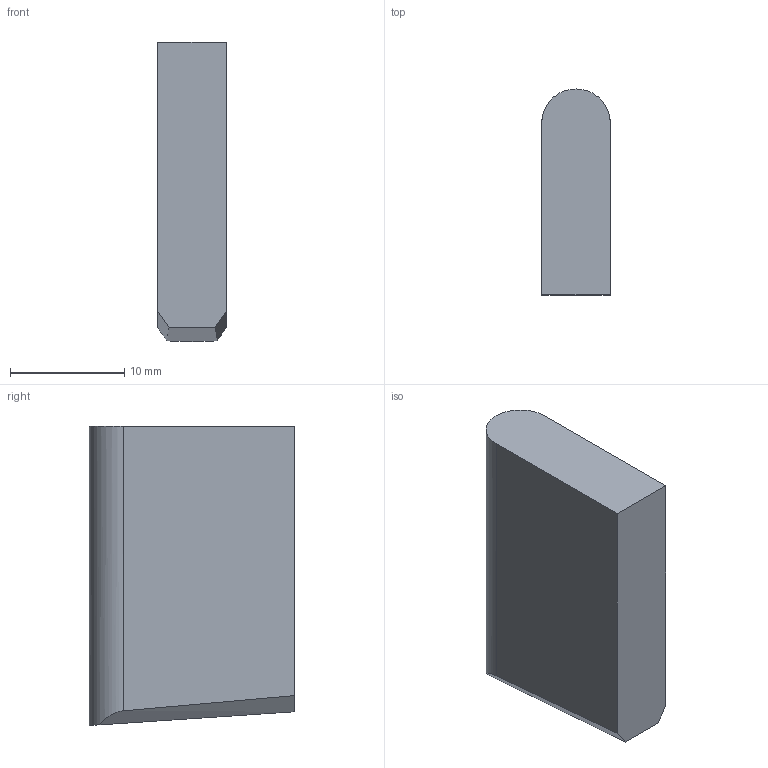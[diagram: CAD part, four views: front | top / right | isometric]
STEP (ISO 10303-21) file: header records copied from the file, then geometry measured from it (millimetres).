
FILE_DESCRIPTION(('FreeCAD Model'),'2;1');
FILE_NAME('Rudder.step', '2020-05-10T13:17:30',('Author'),(''), 'Open CASCADE STEP processor 7.3','FreeCAD','Unknown');
FILE_SCHEMA(('AUTOMOTIVE_DESIGN { 1 0 10303 214 1 1 1 1 }'));
Length unit declared in the file: millimetre
Products named in the file (1): Rudder
Bounding box: 6 x 18 x 26.17 mm (x, y, z)
Volume: 2642.5 mm3; surface area: 1346.8 mm2
Topology: 1 solids, 1 shells, 8 faces, 18 edges, 12 vertices
Faces by surface type: plane 4, bspline 3, cylinder 1
Entity records: 716 total; most frequent: CARTESIAN_POINT 362, DIRECTION 47, ORIENTED_EDGE 36, PCURVE 36, DEFINITIONAL_REPRESENTATION 36, LINE 32, VECTOR 32, B_SPLINE_CURVE_WITH_KNOTS 20
